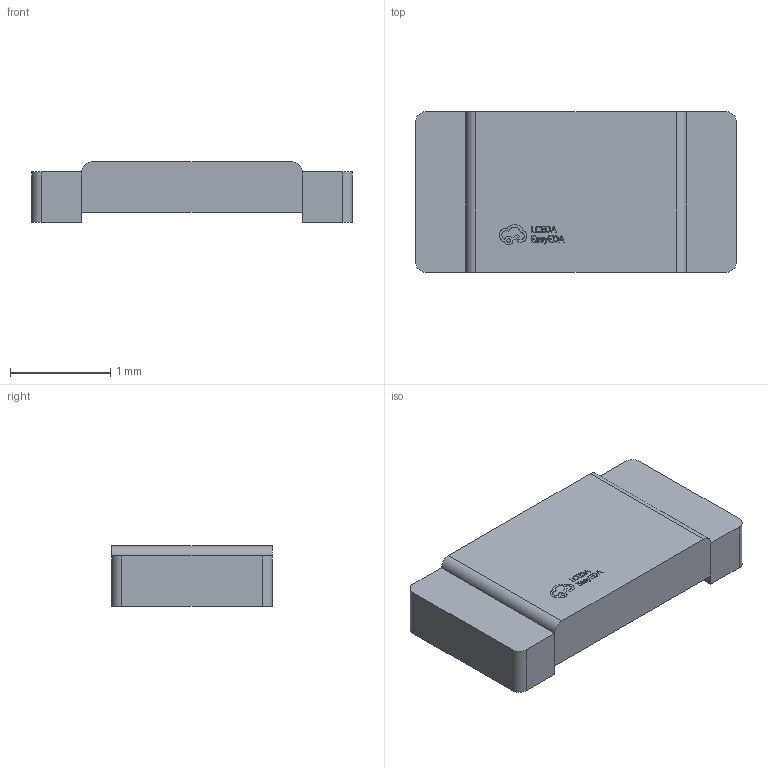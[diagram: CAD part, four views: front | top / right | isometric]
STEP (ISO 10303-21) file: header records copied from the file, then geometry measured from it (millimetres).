
FILE_DESCRIPTION (( 'STEP AP214' ), '1' );
FILE_NAME ('RES-SMD_L3.2-W1.6_SY1206.step', '2022-07-28T08:59:46', ( '' ), ( '' ), 'SwSTEP 2.0', 'SolidWorks 2020', '' );
FILE_SCHEMA (( 'AUTOMOTIVE_DESIGN' ));
Length unit declared in the file: millimetre
Products named in the file (1): RES-SMD_L3.2-W1.6_SY1206
Bounding box: 3.2 x 1.6 x 0.6 mm (x, y, z)
Volume: 2.5 mm3; surface area: 18 mm2
Topology: 3 solids, 3 shells, 248 faces, 669 edges, 446 vertices
Faces by surface type: plane 144, bspline 98, cylinder 6
Entity records: 10995 total; most frequent: CARTESIAN_POINT 2670, ORIENTED_EDGE 1338, DIRECTION 783, EDGE_CURVE 669, LINE 457, VECTOR 457, VERTEX_POINT 446, EDGE_LOOP 267
